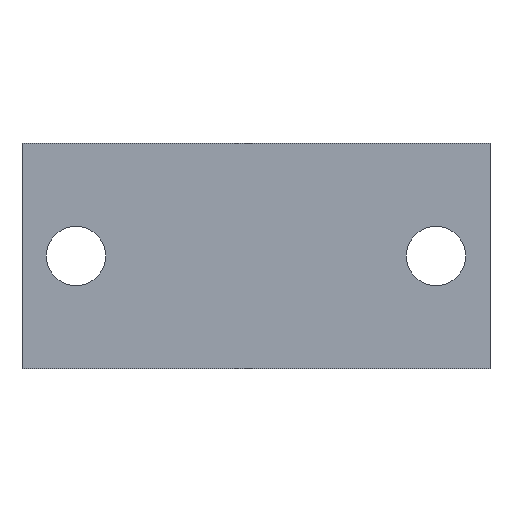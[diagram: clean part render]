
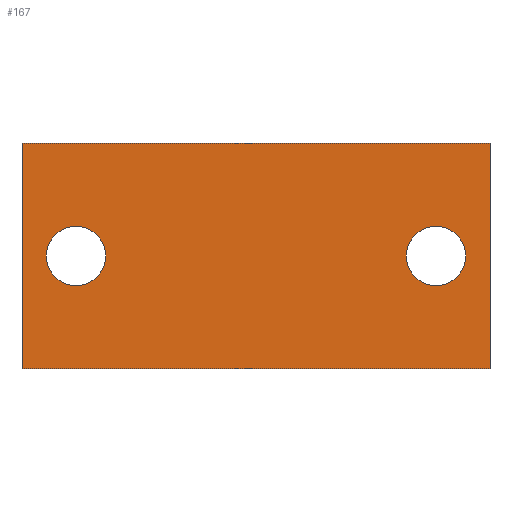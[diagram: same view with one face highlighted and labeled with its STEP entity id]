
A CAD part, front view. The second image highlights one B-rep face of the part: STEP entity #167.
In plain terms, the highlighted planar face has unit normal (0, -1, 0).
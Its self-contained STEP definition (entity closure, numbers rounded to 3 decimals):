
#167 = ADVANCED_FACE( '', ( #292, #293, #294 ), #295, .T. );
#292 = FACE_BOUND( '', #449, .T. );
#293 = FACE_BOUND( '', #450, .T. );
#294 = FACE_OUTER_BOUND( '', #451, .T. );
#295 = PLANE( '', #452 );
#449 = EDGE_LOOP( '', ( #861, #862 ) );
#450 = EDGE_LOOP( '', ( #863, #864 ) );
#451 = EDGE_LOOP( '', ( #865, #866, #867, #868 ) );
#452 = AXIS2_PLACEMENT_3D( '', #869, #870, #871 );
#861 = ORIENTED_EDGE( '', *, *, #1117, .T. );
#862 = ORIENTED_EDGE( '', *, *, #1118, .T. );
#863 = ORIENTED_EDGE( '', *, *, #1113, .T. );
#864 = ORIENTED_EDGE( '', *, *, #1120, .T. );
#865 = ORIENTED_EDGE( '', *, *, #1176, .F. );
#866 = ORIENTED_EDGE( '', *, *, #1184, .F. );
#867 = ORIENTED_EDGE( '', *, *, #1195, .T. );
#868 = ORIENTED_EDGE( '', *, *, #1196, .T. );
#869 = CARTESIAN_POINT( '', ( 26., 0., 12.5 ) );
#870 = DIRECTION( '', ( 0., -1., 0. ) );
#871 = DIRECTION( '', ( 0., 0., 1. ) );
#1113 = EDGE_CURVE( '', #1311, #1315, #1317, .T. );
#1117 = EDGE_CURVE( '', #1319, #1323, #1325, .T. );
#1118 = EDGE_CURVE( '', #1323, #1319, #1326, .T. );
#1120 = EDGE_CURVE( '', #1315, #1311, #1328, .T. );
#1176 = EDGE_CURVE( '', #1419, #1421, #1422, .T. );
#1184 = EDGE_CURVE( '', #1429, #1419, #1431, .T. );
#1195 = EDGE_CURVE( '', #1429, #1441, #1443, .T. );
#1196 = EDGE_CURVE( '', #1441, #1421, #1444, .T. );
#1311 = VERTEX_POINT( '', #1629 );
#1315 = VERTEX_POINT( '', #1634 );
#1317 = CIRCLE( '', #1637, 3.3 );
#1319 = VERTEX_POINT( '', #1639 );
#1323 = VERTEX_POINT( '', #1644 );
#1325 = CIRCLE( '', #1647, 3.3 );
#1326 = CIRCLE( '', #1648, 3.3 );
#1328 = CIRCLE( '', #1650, 3.3 );
#1419 = VERTEX_POINT( '', #1785 );
#1421 = VERTEX_POINT( '', #1788 );
#1422 = LINE( '', #1789, #1790 );
#1429 = VERTEX_POINT( '', #1803 );
#1431 = LINE( '', #1806, #1807 );
#1441 = VERTEX_POINT( '', #1823 );
#1443 = LINE( '', #1826, #1827 );
#1444 = LINE( '', #1828, #1829 );
#1629 = CARTESIAN_POINT( '', ( -16.7, 0., 0. ) );
#1634 = CARTESIAN_POINT( '', ( -23.3, 0., 0. ) );
#1637 = AXIS2_PLACEMENT_3D( '', #2018, #2019, #2020 );
#1639 = CARTESIAN_POINT( '', ( 23.3, 0., 0. ) );
#1644 = CARTESIAN_POINT( '', ( 16.7, 0., 0. ) );
#1647 = AXIS2_PLACEMENT_3D( '', #2026, #2027, #2028 );
#1648 = AXIS2_PLACEMENT_3D( '', #2029, #2030, #2031 );
#1650 = AXIS2_PLACEMENT_3D( '', #2035, #2036, #2037 );
#1785 = CARTESIAN_POINT( '', ( 26., 0., -12.5 ) );
#1788 = CARTESIAN_POINT( '', ( -26., 0., -12.5 ) );
#1789 = CARTESIAN_POINT( '', ( 26., 0., -12.5 ) );
#1790 = VECTOR( '', #2143, 1. );
#1803 = CARTESIAN_POINT( '', ( 26., 0., 12.5 ) );
#1806 = CARTESIAN_POINT( '', ( 26., 0., 12.5 ) );
#1807 = VECTOR( '', #2151, 1. );
#1823 = CARTESIAN_POINT( '', ( -26., 0., 12.5 ) );
#1826 = CARTESIAN_POINT( '', ( 26., 0., 12.5 ) );
#1827 = VECTOR( '', #2168, 1. );
#1828 = CARTESIAN_POINT( '', ( -26., 0., 12.5 ) );
#1829 = VECTOR( '', #2169, 1. );
#2018 = CARTESIAN_POINT( '', ( -20., 0., 0. ) );
#2019 = DIRECTION( '', ( 0., 1., 0. ) );
#2020 = DIRECTION( '', ( 1., 0., 0. ) );
#2026 = CARTESIAN_POINT( '', ( 20., 0., 0. ) );
#2027 = DIRECTION( '', ( 0., 1., 0. ) );
#2028 = DIRECTION( '', ( 1., 0., 0. ) );
#2029 = CARTESIAN_POINT( '', ( 20., 0., 0. ) );
#2030 = DIRECTION( '', ( 0., 1., 0. ) );
#2031 = DIRECTION( '', ( 1., 0., 0. ) );
#2035 = CARTESIAN_POINT( '', ( -20., 0., 0. ) );
#2036 = DIRECTION( '', ( 0., 1., 0. ) );
#2037 = DIRECTION( '', ( 1., 0., 0. ) );
#2143 = DIRECTION( '', ( -1., 0., 0. ) );
#2151 = DIRECTION( '', ( 0., 0., -1. ) );
#2168 = DIRECTION( '', ( -1., 0., 0. ) );
#2169 = DIRECTION( '', ( 0., 0., -1. ) );
